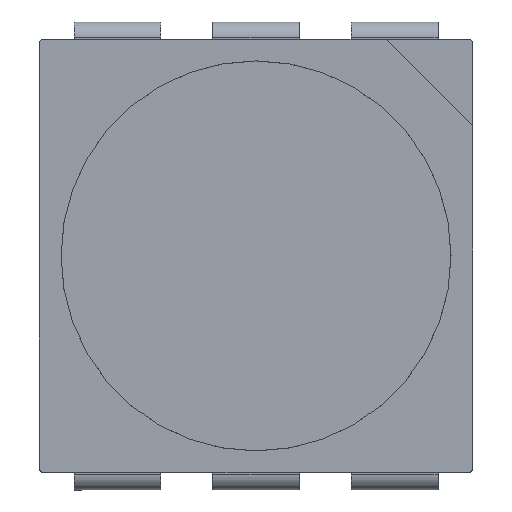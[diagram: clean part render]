
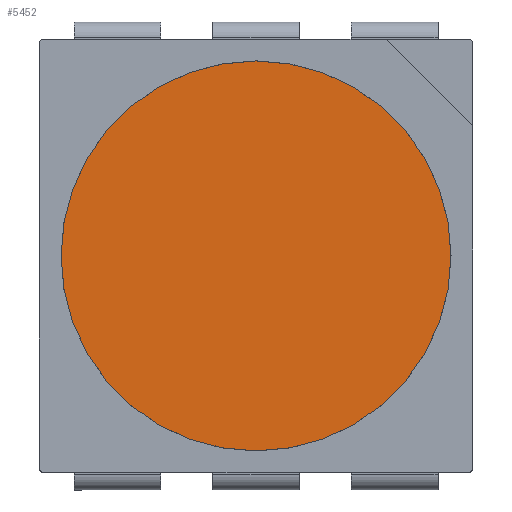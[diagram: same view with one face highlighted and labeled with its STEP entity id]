
A CAD part, top view. The second image highlights one B-rep face of the part: STEP entity #5452.
In plain terms, the highlighted planar face has unit normal (0, 0, 1).
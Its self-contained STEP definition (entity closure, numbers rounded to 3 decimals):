
#404 = ORIENTED_EDGE ( 'NONE', *, *, #11018, .T. ) ;
#478 = CARTESIAN_POINT ( 'NONE',  ( -2.25, 0., 0. ) ) ;
#2907 = CARTESIAN_POINT ( 'NONE',  ( 0., 0., 0. ) ) ;
#3023 = ORIENTED_EDGE ( 'NONE', *, *, #7245, .T. ) ;
#3049 = AXIS2_PLACEMENT_3D ( 'NONE', #17873, #5461, #10992 ) ;
#3401 = DIRECTION ( 'NONE',  ( 1., 0., 0. ) ) ;
#4093 = CIRCLE ( 'NONE', #14236, 2.25 ) ;
#5452 = ADVANCED_FACE ( 'NONE', ( #17970 ), #5556, .T. ) ;
#5461 = DIRECTION ( 'NONE',  ( 0., 0., 1. ) ) ;
#5556 = PLANE ( 'NONE',  #16940 ) ;
#6184 = VERTEX_POINT ( 'NONE', #478 ) ;
#6372 = CARTESIAN_POINT ( 'NONE',  ( 2.25, 0., 0. ) ) ;
#6965 = EDGE_LOOP ( 'NONE', ( #3023, #404 ) ) ;
#7153 = VERTEX_POINT ( 'NONE', #6372 ) ;
#7245 = EDGE_CURVE ( 'NONE', #7153, #6184, #10870, .T. ) ;
#8457 = DIRECTION ( 'NONE',  ( 0., 0., 1. ) ) ;
#10329 = CARTESIAN_POINT ( 'NONE',  ( 0., 0., 0. ) ) ;
#10870 = CIRCLE ( 'NONE', #3049, 2.25 ) ;
#10992 = DIRECTION ( 'NONE',  ( 1., 0., 0. ) ) ;
#11018 = EDGE_CURVE ( 'NONE', #6184, #7153, #4093, .T. ) ;
#13993 = DIRECTION ( 'NONE',  ( 1., 0., 0. ) ) ;
#14236 = AXIS2_PLACEMENT_3D ( 'NONE', #10329, #15843, #3401 ) ;
#15843 = DIRECTION ( 'NONE',  ( 0., 0., 1. ) ) ;
#16940 = AXIS2_PLACEMENT_3D ( 'NONE', #2907, #8457, #13993 ) ;
#17873 = CARTESIAN_POINT ( 'NONE',  ( 0., 0., 0. ) ) ;
#17970 = FACE_OUTER_BOUND ( 'NONE', #6965, .T. ) ;
